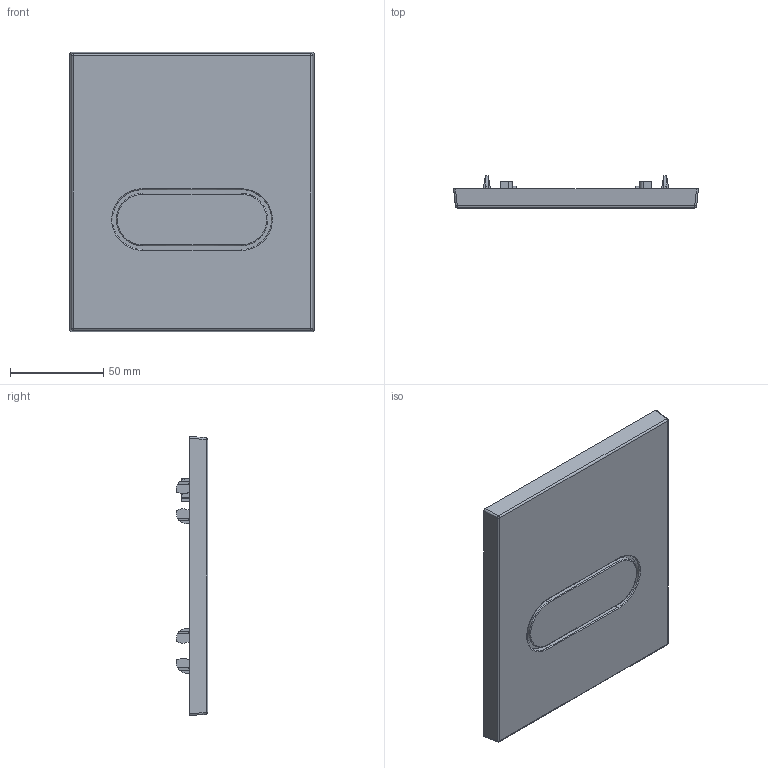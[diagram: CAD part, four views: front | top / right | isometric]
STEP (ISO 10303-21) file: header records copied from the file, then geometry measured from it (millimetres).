
FILE_DESCRIPTION(/* description */ (''),/* implementation_level */ '2;1');
FILE_NAME(/* name */ 'WD5004',/* time_stamp */ '2018-04-03T14:52:10+02:00',/* author */ (''),/* organization */ (''),/* preprocessor_version */ 'ST-DEVELOPER v15',/* originating_system */ '',/* authorisation */ '');
FILE_SCHEMA (('AUTOMOTIVE_DESIGN'));
Length unit declared in the file: millimetre
Products named in the file (4): Document; ZUS_BETAETIGUNGSPLATTE_ASM; E803565-OEM; TASTE-OEM
Assembly tree (3 placements, depth 3):
  Document
    ZUS_BETAETIGUNGSPLATTE_ASM
      E803565-OEM
      TASTE-OEM
Bounding box: 131 x 17 x 149.5 mm (x, y, z)
Volume: 80949 mm3; surface area: 60350.2 mm2
Topology: 2 solids, 2 shells, 416 faces, 1124 edges, 720 vertices
Faces by surface type: bspline 223, plane 193
Entity records: 17812 total; most frequent: CARTESIAN_POINT 11039, ORIENTED_EDGE 2232, EDGE_CURVE 1116, B_SPLINE_CURVE_WITH_KNOTS 720, VERTEX_POINT 720, EDGE_LOOP 434, ADVANCED_FACE 416, FACE_OUTER_BOUND 416
